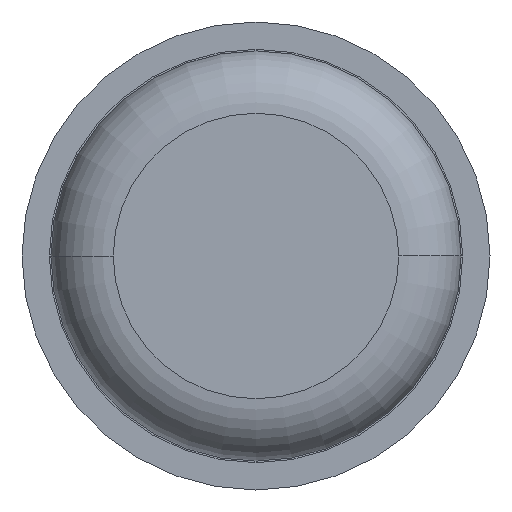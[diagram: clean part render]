
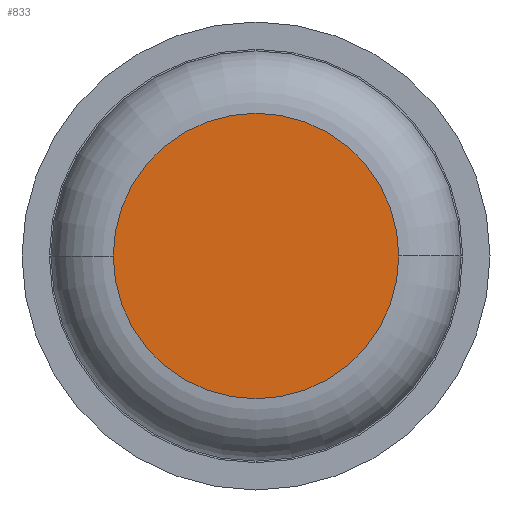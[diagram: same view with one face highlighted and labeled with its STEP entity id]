
A CAD part, front view. The second image highlights one B-rep face of the part: STEP entity #833.
In plain terms, the highlighted planar face has unit normal (0, -1, 0).
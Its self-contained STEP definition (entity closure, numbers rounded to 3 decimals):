
#174 = AXIS2_PLACEMENT_3D ( 'NONE', #4084, #2491, #2524 ) ;
#182 = FACE_OUTER_BOUND ( 'NONE', #507, .T. ) ;
#507 = EDGE_LOOP ( 'NONE', ( #5006, #1835 ) ) ;
#833 = ADVANCED_FACE ( 'Defeature ausgef�hrt1_33', ( #182 ), #4862, .F. ) ;
#957 = DIRECTION ( 'NONE',  ( 0., -1., 0. ) ) ;
#1167 = DIRECTION ( 'NONE',  ( 0., -1., 0. ) ) ;
#1223 = AXIS2_PLACEMENT_3D ( 'NONE', #4649, #1167, #4255 ) ;
#1336 = EDGE_CURVE ( 'Defeature ausgef�hrt1_33+Defeature ausgef�hrt1_34+Defeature ausgef�hrt1_34+Defeature ausgef�hrt1_34', #1842, #3962, #2840, .T. ) ;
#1373 = AXIS2_PLACEMENT_3D ( 'NONE', #4480, #957, #3275 ) ;
#1835 = ORIENTED_EDGE ( 'NONE', *, *, #4256, .T. ) ;
#1842 = VERTEX_POINT ( 'NONE', #4671 ) ;
#2491 = DIRECTION ( 'NONE',  ( 0., 1., 0. ) ) ;
#2524 = DIRECTION ( 'NONE',  ( -1., 0., 0. ) ) ;
#2840 = CIRCLE ( 'NONE', #1373, 0.915 ) ;
#3275 = DIRECTION ( 'NONE',  ( -1., 0., 0. ) ) ;
#3881 = CARTESIAN_POINT ( 'NONE',  ( 0.915, 0., 0. ) ) ;
#3962 = VERTEX_POINT ( 'NONE', #3881 ) ;
#4084 = CARTESIAN_POINT ( 'NONE',  ( 0., 0., 0. ) ) ;
#4255 = DIRECTION ( 'NONE',  ( -1., 0., 0. ) ) ;
#4256 = EDGE_CURVE ( 'Defeature ausgef�hrt1_33+Defeature ausgef�hrt1_34+Defeature ausgef�hrt1_34+Defeature ausgef�hrt1_34', #3962, #1842, #4305, .T. ) ;
#4305 = CIRCLE ( 'NONE', #1223, 0.915 ) ;
#4480 = CARTESIAN_POINT ( 'NONE',  ( 0., 0., 0. ) ) ;
#4649 = CARTESIAN_POINT ( 'NONE',  ( 0., 0., 0. ) ) ;
#4671 = CARTESIAN_POINT ( 'NONE',  ( -0.915, 0., 0. ) ) ;
#4862 = PLANE ( 'NONE',  #174 ) ;
#5006 = ORIENTED_EDGE ( 'NONE', *, *, #1336, .T. ) ;
